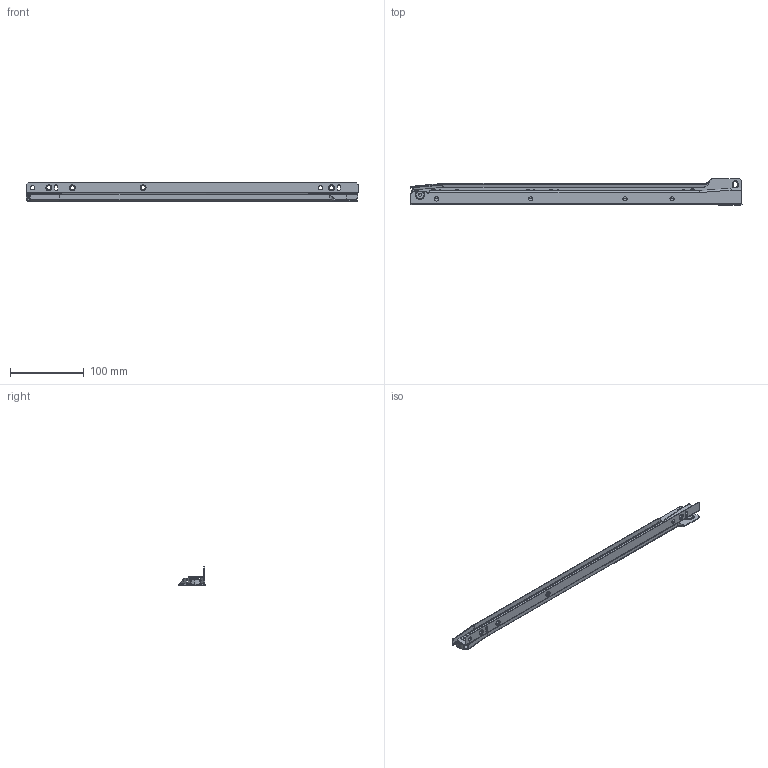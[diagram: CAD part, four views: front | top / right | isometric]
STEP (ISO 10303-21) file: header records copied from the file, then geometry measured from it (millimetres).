
FILE_DESCRIPTION (( 'STEP AP214' ), '1' );
FILE_NAME ('FR_2021.0450mm_18inch_closed_right.STEP', '2022-11-15T07:53:22', ( '' ), ( '' ), 'SwSTEP 2.0', 'SolidWorks 2020', '' );
FILE_SCHEMA (( 'AUTOMOTIVE_DESIGN' ));
Length unit declared in the file: millimetre
Products named in the file (5): 2021.XXX-03.W151.re_NL 450; 2021.450-01.W014.re_Topf Standard; 2021.XXX-03.W151_NL 450 re of; 2021.450-01.W014.re_NL 450; FR_2021.0450mm_18inch_closed_right
Assembly tree (4 placements, depth 3):
  FR_2021.0450mm_18inch_closed_right
    2021.450-01.W014.re_NL 450
      2021.450-01.W014.re_Topf Standard
    2021.XXX-03.W151.re_NL 450
      2021.XXX-03.W151_NL 450 re of
Bounding box: 451.08 x 36.65 x 25.5 mm (x, y, z)
Volume: 44002.9 mm3; surface area: 71805.4 mm2
Topology: 2 solids, 2 shells, 831 faces, 2018 edges, 1296 vertices
Faces by surface type: cylinder 385, plane 337, cone 51, bspline 39, torus 15, sphere 4
Entity records: 28442 total; most frequent: CARTESIAN_POINT 6876, DIRECTION 4268, ORIENTED_EDGE 4018, EDGE_CURVE 2009, AXIS2_PLACEMENT_3D 1599, VERTEX_POINT 1292, LINE 1070, VECTOR 1070
